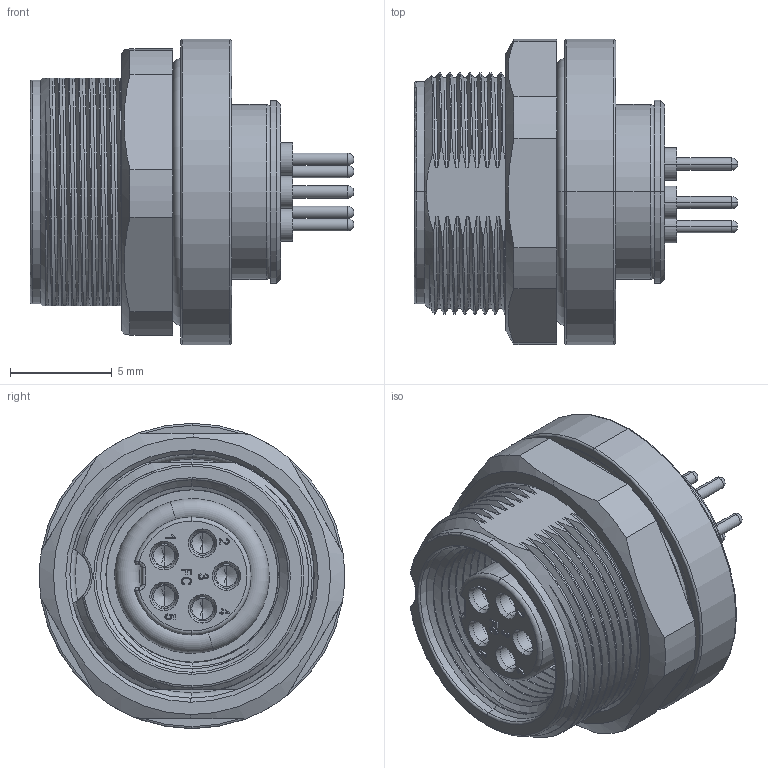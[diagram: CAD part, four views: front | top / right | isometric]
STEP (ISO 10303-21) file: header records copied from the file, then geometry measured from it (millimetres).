
FILE_DESCRIPTION (( 'STEP AP203' ), '1' );
FILE_NAME ('P72.STEP', '2020-03-30T08:44:50', ( 'edpusr' ), ( 'Microsoft' ), 'SwSTEP 2.0', 'SolidWorks 2015', '' );
FILE_SCHEMA (( 'CONFIG_CONTROL_DESIGN' ));
Length unit declared in the file: millimetre
Products named in the file (1): P72
Bounding box: 15.9 x 15 x 15 mm (x, y, z)
Volume: 1124.2 mm3; surface area: 2846.5 mm2
Topology: 11 solids, 11 shells, 707 faces, 1864 edges, 1201 vertices
Faces by surface type: cylinder 217, plane 208, bspline 153, cone 78, torus 41, sphere 10
Entity records: 53975 total; most frequent: CARTESIAN_POINT 38023, ORIENTED_EDGE 3668, DIRECTION 2822, EDGE_CURVE 1834, VERTEX_POINT 1191, AXIS2_PLACEMENT_3D 998, VECTOR 826, LINE 826
